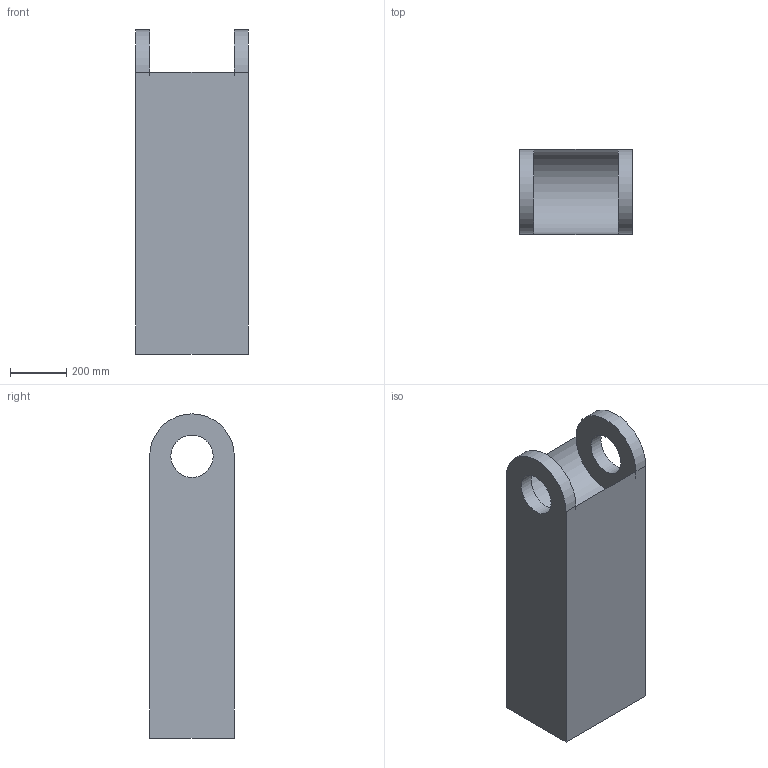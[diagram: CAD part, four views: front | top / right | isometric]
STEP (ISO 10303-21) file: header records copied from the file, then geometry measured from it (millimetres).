
FILE_DESCRIPTION(/* description */ (''),/* implementation_level */ '2;1');
FILE_NAME(/* name */ 'Link_2 v2_ipt_b1045cb8.STEP',/* time_stamp */ '2022-05-07T12:51:41+02:00',/* author */ ('Administrator'),/* organization */ (''),/* preprocessor_version */ 'ST-DEVELOPER v18.1',/* originating_system */ 'Autodesk Inventor 2021',/* authorisation */ '');
FILE_SCHEMA (('AUTOMOTIVE_DESIGN { 1 0 10303 214 3 1 1 }'));
Length unit declared in the file: millimetre
Products named in the file (1): Link_2
Bounding box: 400 x 300 x 1150 mm (x, y, z)
Volume: 111164264.4 mm3; surface area: 1896991 mm2
Topology: 3 solids, 3 shells, 18 faces, 48 edges, 36 vertices
Faces by surface type: plane 9, cylinder 9
Full cylindrical faces by diameter (mm): 150 x2
Entity records: 640 total; most frequent: CARTESIAN_POINT 103, DIRECTION 102, ORIENTED_EDGE 96, EDGE_CURVE 48, VERTEX_POINT 36, AXIS2_PLACEMENT_3D 35, LINE 32, VECTOR 32
